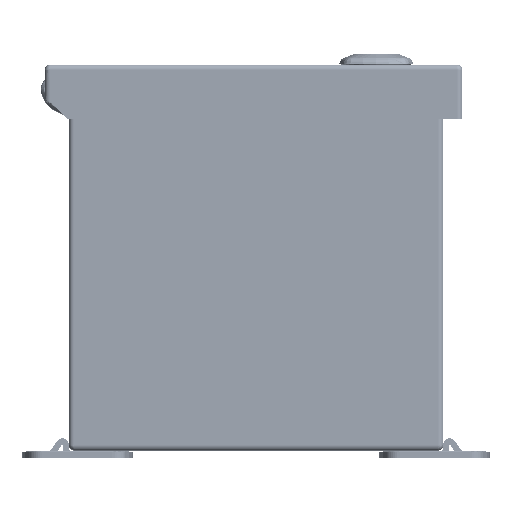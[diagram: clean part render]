
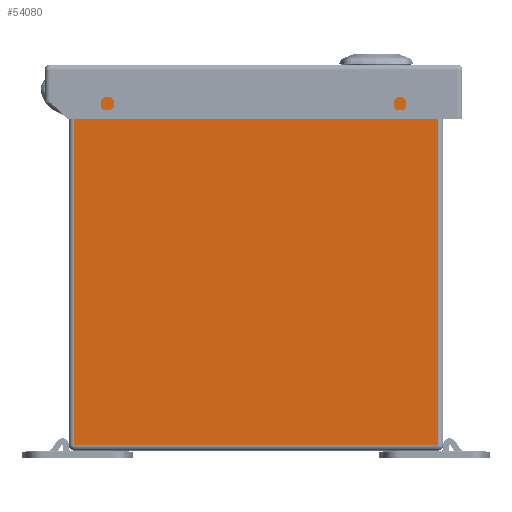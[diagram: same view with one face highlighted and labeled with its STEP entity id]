
A CAD part, front view. The second image highlights one B-rep face of the part: STEP entity #54080.
In plain terms, the highlighted planar face has unit normal (0, -1, 0).
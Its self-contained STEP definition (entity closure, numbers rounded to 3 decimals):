
#3479=LINE('',#78574,#7971);
#3481=LINE('',#78584,#7973);
#3482=LINE('',#78586,#7974);
#3483=LINE('',#78588,#7975);
#3484=LINE('',#78590,#7976);
#3485=LINE('',#78591,#7977);
#7971=VECTOR('',#63545,0.394);
#7973=VECTOR('',#63559,0.394);
#7974=VECTOR('',#63560,0.394);
#7975=VECTOR('',#63561,0.394);
#7976=VECTOR('',#63562,0.394);
#7977=VECTOR('',#63563,0.394);
#13218=FACE_OUTER_BOUND('',#16588,.T.);
#16588=EDGE_LOOP('',(#35967,#35968,#35969,#35970,#35971,#35972));
#22345=VERTEX_POINT('',#78568);
#22347=VERTEX_POINT('',#78572);
#22349=VERTEX_POINT('',#78583);
#22350=VERTEX_POINT('',#78585);
#22351=VERTEX_POINT('',#78587);
#22352=VERTEX_POINT('',#78589);
#27533=EDGE_CURVE('',#22347,#22345,#3479,.T.);
#27538=EDGE_CURVE('',#22349,#22347,#3481,.T.);
#27539=EDGE_CURVE('',#22349,#22350,#3482,.T.);
#27540=EDGE_CURVE('',#22351,#22350,#3483,.T.);
#27541=EDGE_CURVE('',#22352,#22351,#3484,.T.);
#27542=EDGE_CURVE('',#22352,#22345,#3485,.T.);
#35967=ORIENTED_EDGE('',*,*,#27533,.F.);
#35968=ORIENTED_EDGE('',*,*,#27538,.F.);
#35969=ORIENTED_EDGE('',*,*,#27539,.T.);
#35970=ORIENTED_EDGE('',*,*,#27540,.F.);
#35971=ORIENTED_EDGE('',*,*,#27541,.F.);
#35972=ORIENTED_EDGE('',*,*,#27542,.T.);
#52658=PLANE('',#58175);
#54080=ADVANCED_FACE('',(#13218),#52658,.F.);
#58175=AXIS2_PLACEMENT_3D('',#78582,#63557,#63558);
#63545=DIRECTION('',(1.,0.,0.));
#63557=DIRECTION('center_axis',(0.,1.,0.));
#63558=DIRECTION('ref_axis',(0.,0.,1.));
#63559=DIRECTION('',(0.,0.,1.));
#63560=DIRECTION('',(1.,0.,0.));
#63561=DIRECTION('',(0.,0.,-1.));
#63562=DIRECTION('',(1.,0.,0.));
#63563=DIRECTION('',(-1.,0.,0.));
#78568=CARTESIAN_POINT('',(-2.605,-12.,5.914));
#78572=CARTESIAN_POINT('',(-2.914,-12.,5.914));
#78574=CARTESIAN_POINT('',(-1.215,-12.,5.914));
#78582=CARTESIAN_POINT('Origin',(0.527,-12.,3.175));
#78583=CARTESIAN_POINT('',(-2.914,-12.,0.086));
#78584=CARTESIAN_POINT('',(-2.914,-12.,3.175));
#78585=CARTESIAN_POINT('',(2.914,-12.,0.086));
#78586=CARTESIAN_POINT('',(52.607,-12.,0.086));
#78587=CARTESIAN_POINT('',(2.914,-12.,5.914));
#78588=CARTESIAN_POINT('',(2.914,-12.,3.175));
#78589=CARTESIAN_POINT('',(2.605,-12.,5.914));
#78590=CARTESIAN_POINT('',(-1.215,-12.,5.914));
#78591=CARTESIAN_POINT('',(-1.198,-12.,5.914));
